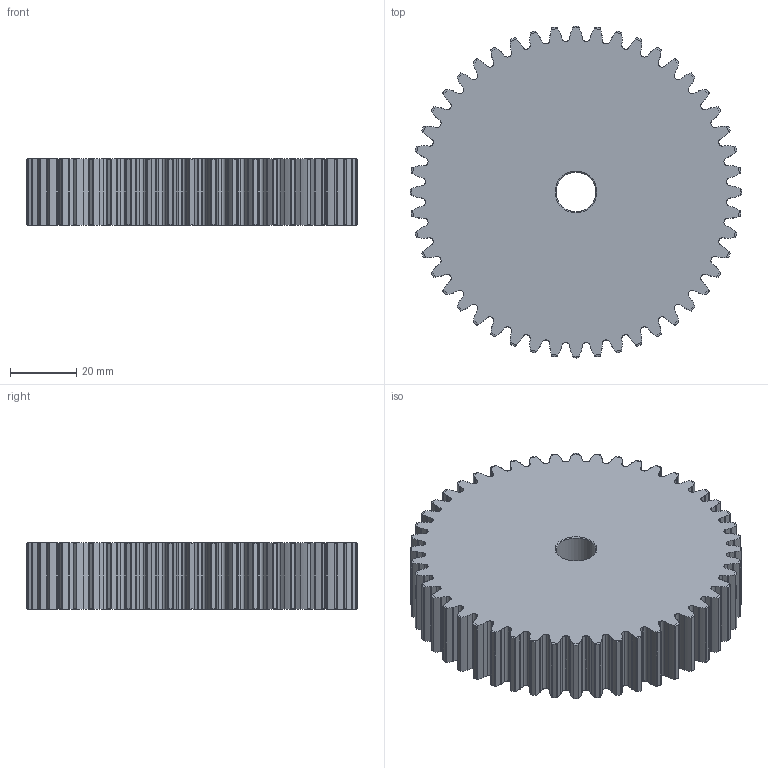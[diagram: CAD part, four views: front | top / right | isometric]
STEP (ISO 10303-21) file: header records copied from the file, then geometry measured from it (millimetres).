
FILE_DESCRIPTION( ( 'STEP AP203' ), '1' );
FILE_NAME( 'GEAHB2_0-48-20-A-12_2_03.stp', ' ', ( ' ' ), ( ' ' ), 'PSStep 15.0.47', 'PARTsolutions', ' ' );
FILE_SCHEMA( ( 'CONFIG_CONTROL_DESIGN' ) );
Length unit declared in the file: millimetre
Products named in the file (2): GEAHB2.0-48-20-A-12; _GEAHB2.0-48-20-A-12_b
Assembly tree (1 placements, depth 2):
  GEAHB2.0-48-20-A-12
    _GEAHB2.0-48-20-A-12_b
Bounding box: 100 x 100 x 20 mm (x, y, z)
Volume: 141343.9 mm3; surface area: 26654.4 mm2
Topology: 1 solids, 1 shells, 677 faces, 2023 edges, 1348 vertices
Faces by surface type: cylinder 577, cone 98, plane 2
Full cylindrical faces by diameter (mm): 12 x1
Entity records: 23793 total; most frequent: CARTESIAN_POINT 5199, DIRECTION 4054, ORIENTED_EDGE 4040, EDGE_CURVE 2020, AXIS2_PLACEMENT_3D 1739, VERTEX_POINT 1348, CIRCLE 1060, EDGE_LOOP 682
